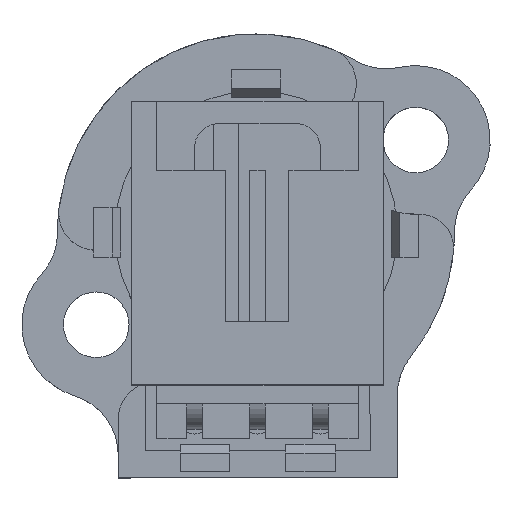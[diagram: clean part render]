
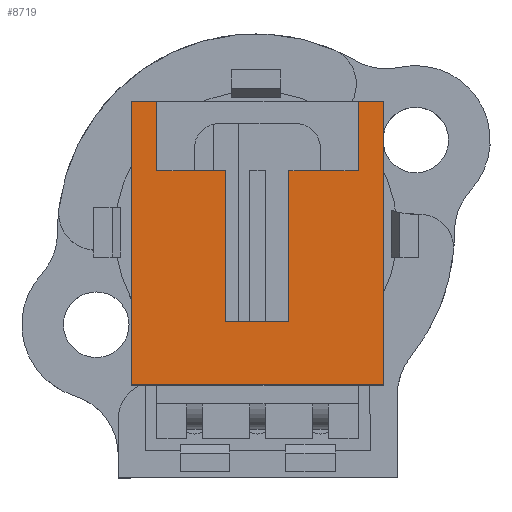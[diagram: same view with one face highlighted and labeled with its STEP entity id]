
A CAD part, top view. The second image highlights one B-rep face of the part: STEP entity #8719.
In plain terms, the highlighted face is planar.
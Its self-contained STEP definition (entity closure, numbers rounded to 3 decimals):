
#685=FACE_OUTER_BOUND('',#1159,.T.);
#1159=EDGE_LOOP('',(#5998,#5999,#6000,#6001,#6002,#6003,#6004,#6005,#6006,
#6007,#6008,#6009,#6010,#6011));
#1618=LINE('',#12349,#2673);
#1658=LINE('',#12429,#2713);
#1662=LINE('',#12437,#2717);
#1706=LINE('',#12524,#2761);
#1709=LINE('',#12530,#2764);
#1719=LINE('',#12549,#2774);
#1725=LINE('',#12561,#2780);
#1740=LINE('',#12597,#2795);
#1741=LINE('',#12600,#2796);
#1742=LINE('',#12601,#2797);
#1743=LINE('',#12602,#2798);
#1744=LINE('',#12603,#2799);
#1745=LINE('',#12605,#2800);
#1746=LINE('',#12606,#2801);
#2673=VECTOR('',#9915,1.);
#2713=VECTOR('',#9967,1.);
#2717=VECTOR('',#9971,1.);
#2761=VECTOR('',#10049,1.);
#2764=VECTOR('',#10054,1.);
#2774=VECTOR('',#10070,1.);
#2780=VECTOR('',#10078,1.);
#2795=VECTOR('',#10117,1.);
#2796=VECTOR('',#10120,1.);
#2797=VECTOR('',#10121,1.);
#2798=VECTOR('',#10122,1.);
#2799=VECTOR('',#10123,1.);
#2800=VECTOR('',#10124,1.);
#2801=VECTOR('',#10125,1.);
#3727=VERTEX_POINT('',#12345);
#3729=VERTEX_POINT('',#12348);
#3762=VERTEX_POINT('',#12426);
#3763=VERTEX_POINT('',#12428);
#3766=VERTEX_POINT('',#12434);
#3767=VERTEX_POINT('',#12436);
#3788=VERTEX_POINT('',#12512);
#3792=VERTEX_POINT('',#12521);
#3793=VERTEX_POINT('',#12523);
#3795=VERTEX_POINT('',#12529);
#3801=VERTEX_POINT('',#12548);
#3806=VERTEX_POINT('',#12559);
#3816=VERTEX_POINT('',#12599);
#3817=VERTEX_POINT('',#12604);
#4534=EDGE_CURVE('',#3727,#3729,#1618,.T.);
#4574=EDGE_CURVE('',#3762,#3763,#1658,.T.);
#4578=EDGE_CURVE('',#3766,#3767,#1662,.T.);
#4622=EDGE_CURVE('',#3793,#3792,#1706,.T.);
#4625=EDGE_CURVE('',#3788,#3795,#1709,.T.);
#4635=EDGE_CURVE('',#3788,#3801,#1719,.T.);
#4641=EDGE_CURVE('',#3806,#3792,#1725,.T.);
#4660=EDGE_CURVE('',#3806,#3763,#1740,.T.);
#4661=EDGE_CURVE('',#3793,#3816,#1741,.T.);
#4662=EDGE_CURVE('',#3729,#3762,#1742,.T.);
#4663=EDGE_CURVE('',#3727,#3767,#1743,.T.);
#4664=EDGE_CURVE('',#3801,#3766,#1744,.T.);
#4665=EDGE_CURVE('',#3795,#3817,#1745,.T.);
#4666=EDGE_CURVE('',#3817,#3816,#1746,.T.);
#5998=ORIENTED_EDGE('',*,*,#4661,.F.);
#5999=ORIENTED_EDGE('',*,*,#4622,.T.);
#6000=ORIENTED_EDGE('',*,*,#4641,.F.);
#6001=ORIENTED_EDGE('',*,*,#4660,.T.);
#6002=ORIENTED_EDGE('',*,*,#4574,.F.);
#6003=ORIENTED_EDGE('',*,*,#4662,.F.);
#6004=ORIENTED_EDGE('',*,*,#4534,.F.);
#6005=ORIENTED_EDGE('',*,*,#4663,.T.);
#6006=ORIENTED_EDGE('',*,*,#4578,.F.);
#6007=ORIENTED_EDGE('',*,*,#4664,.F.);
#6008=ORIENTED_EDGE('',*,*,#4635,.F.);
#6009=ORIENTED_EDGE('',*,*,#4625,.T.);
#6010=ORIENTED_EDGE('',*,*,#4665,.T.);
#6011=ORIENTED_EDGE('',*,*,#4666,.T.);
#8342=PLANE('',#9260);
#8719=ADVANCED_FACE('',(#685),#8342,.T.);
#9260=AXIS2_PLACEMENT_3D('',#12598,#10118,#10119);
#9915=DIRECTION('',(1.,0.,0.));
#9967=DIRECTION('',(-1.,0.,0.));
#9971=DIRECTION('',(-1.,0.,0.));
#10049=DIRECTION('',(1.,0.,0.));
#10054=DIRECTION('',(1.,0.,0.));
#10070=DIRECTION('',(-1.,0.,0.));
#10078=DIRECTION('',(-1.,0.,0.));
#10117=DIRECTION('',(0.,0.,1.));
#10118=DIRECTION('center_axis',(0.,1.,0.));
#10119=DIRECTION('ref_axis',(1.,0.,0.));
#10120=DIRECTION('',(0.,0.,-1.));
#10121=DIRECTION('',(0.,0.,1.));
#10122=DIRECTION('',(0.,0.,1.));
#10123=DIRECTION('',(0.,0.,1.));
#10124=DIRECTION('',(0.,0.,-1.));
#10125=DIRECTION('',(1.,0.,0.));
#12345=CARTESIAN_POINT('',(-5.08,2.54,-5.715));
#12348=CARTESIAN_POINT('',(5.08,2.54,-5.715));
#12349=CARTESIAN_POINT('',(-5.08,2.54,-5.715));
#12426=CARTESIAN_POINT('',(5.08,2.54,5.715));
#12428=CARTESIAN_POINT('',(4.064,2.54,5.715));
#12429=CARTESIAN_POINT('',(5.08,2.54,5.715));
#12434=CARTESIAN_POINT('',(-4.064,2.54,5.715));
#12436=CARTESIAN_POINT('',(-5.08,2.54,5.715));
#12437=CARTESIAN_POINT('',(-4.064,2.54,5.715));
#12512=CARTESIAN_POINT('',(-3.048,2.54,2.921));
#12521=CARTESIAN_POINT('',(3.048,2.54,2.921));
#12523=CARTESIAN_POINT('',(1.27,2.54,2.921));
#12524=CARTESIAN_POINT('',(1.27,2.54,2.921));
#12529=CARTESIAN_POINT('',(-1.27,2.54,2.921));
#12530=CARTESIAN_POINT('',(-3.048,2.54,2.921));
#12548=CARTESIAN_POINT('',(-4.064,2.54,2.921));
#12549=CARTESIAN_POINT('',(-3.048,2.54,2.921));
#12559=CARTESIAN_POINT('',(4.064,2.54,2.921));
#12561=CARTESIAN_POINT('',(4.064,2.54,2.921));
#12597=CARTESIAN_POINT('',(4.064,2.54,2.921));
#12598=CARTESIAN_POINT('Origin',(5.08,2.54,-5.715));
#12599=CARTESIAN_POINT('',(1.27,2.54,-3.175));
#12600=CARTESIAN_POINT('',(1.27,2.54,2.921));
#12601=CARTESIAN_POINT('',(5.08,2.54,-5.715));
#12602=CARTESIAN_POINT('',(-5.08,2.54,-5.715));
#12603=CARTESIAN_POINT('',(-4.064,2.54,2.921));
#12604=CARTESIAN_POINT('',(-1.27,2.54,-3.175));
#12605=CARTESIAN_POINT('',(-1.27,2.54,2.921));
#12606=CARTESIAN_POINT('',(-1.27,2.54,-3.175));
